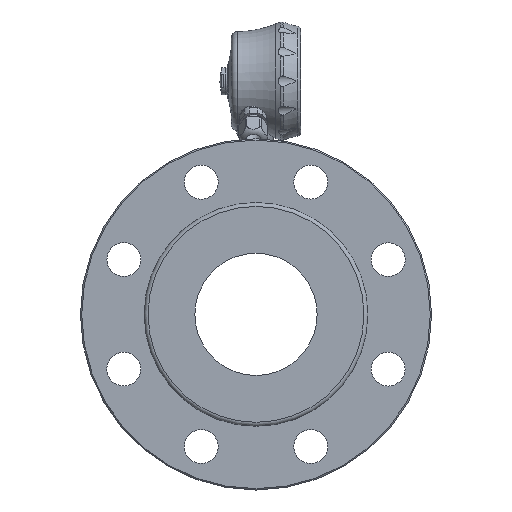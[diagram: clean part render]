
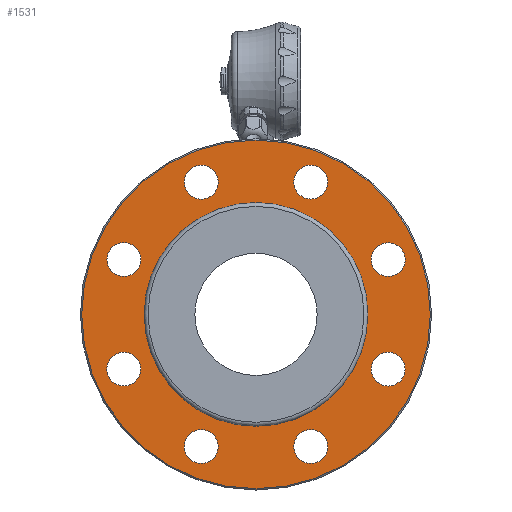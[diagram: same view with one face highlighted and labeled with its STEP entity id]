
A CAD part, front view. The second image highlights one B-rep face of the part: STEP entity #1531.
In plain terms, the highlighted planar face has unit normal (0, -1, 0).
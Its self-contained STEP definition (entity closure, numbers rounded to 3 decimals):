
#1531 = ADVANCED_FACE( '', ( #3205, #3206, #3207, #3208, #3209, #3210, #3211, #3212, #3213, #3214 ), #3215, .T. );
#3205 = FACE_OUTER_BOUND( '', #5603, .T. );
#3206 = FACE_BOUND( '', #5604, .T. );
#3207 = FACE_BOUND( '', #5605, .T. );
#3208 = FACE_BOUND( '', #5606, .T. );
#3209 = FACE_BOUND( '', #5607, .T. );
#3210 = FACE_BOUND( '', #5608, .T. );
#3211 = FACE_BOUND( '', #5609, .T. );
#3212 = FACE_BOUND( '', #5610, .T. );
#3213 = FACE_BOUND( '', #5611, .T. );
#3214 = FACE_BOUND( '', #5612, .T. );
#3215 = PLANE( '', #5613 );
#5603 = EDGE_LOOP( '', ( #10137 ) );
#5604 = EDGE_LOOP( '', ( #10138 ) );
#5605 = EDGE_LOOP( '', ( #10139 ) );
#5606 = EDGE_LOOP( '', ( #10140 ) );
#5607 = EDGE_LOOP( '', ( #10141 ) );
#5608 = EDGE_LOOP( '', ( #10142 ) );
#5609 = EDGE_LOOP( '', ( #10143 ) );
#5610 = EDGE_LOOP( '', ( #10144 ) );
#5611 = EDGE_LOOP( '', ( #10145 ) );
#5612 = EDGE_LOOP( '', ( #10146 ) );
#5613 = AXIS2_PLACEMENT_3D( '', #10147, #10148, #10149 );
#10137 = ORIENTED_EDGE( '', *, *, #11991, .T. );
#10138 = ORIENTED_EDGE( '', *, *, #11666, .F. );
#10139 = ORIENTED_EDGE( '', *, *, #11634, .F. );
#10140 = ORIENTED_EDGE( '', *, *, #11657, .F. );
#10141 = ORIENTED_EDGE( '', *, *, #11994, .F. );
#10142 = ORIENTED_EDGE( '', *, *, #11103, .F. );
#10143 = ORIENTED_EDGE( '', *, *, #12006, .F. );
#10144 = ORIENTED_EDGE( '', *, *, #11373, .F. );
#10145 = ORIENTED_EDGE( '', *, *, #10399, .F. );
#10146 = ORIENTED_EDGE( '', *, *, #12000, .F. );
#10147 = CARTESIAN_POINT( '', ( 0., -117., 86. ) );
#10148 = DIRECTION( '', ( 0., -1., 0. ) );
#10149 = DIRECTION( '', ( 0., 0., 1. ) );
#10399 = EDGE_CURVE( '', #12266, #12266, #12267, .T. );
#11103 = EDGE_CURVE( '', #13451, #13451, #13452, .T. );
#11373 = EDGE_CURVE( '', #13850, #13850, #13851, .T. );
#11634 = EDGE_CURVE( '', #14187, #14187, #14188, .T. );
#11657 = EDGE_CURVE( '', #14217, #14217, #14218, .T. );
#11666 = EDGE_CURVE( '', #14228, #14228, #14229, .T. );
#11991 = EDGE_CURVE( '', #14605, #14605, #14606, .T. );
#11994 = EDGE_CURVE( '', #14609, #14609, #14610, .T. );
#12000 = EDGE_CURVE( '', #14616, #14616, #14617, .T. );
#12006 = EDGE_CURVE( '', #14623, #14623, #14624, .T. );
#12266 = VERTEX_POINT( '', #15985 );
#12267 = CIRCLE( '', #15986, 13. );
#13451 = VERTEX_POINT( '', #18880 );
#13452 = CIRCLE( '', #18881, 13. );
#13850 = VERTEX_POINT( '', #19788 );
#13851 = CIRCLE( '', #19789, 13. );
#14187 = VERTEX_POINT( '', #20611 );
#14188 = CIRCLE( '', #20612, 13. );
#14217 = VERTEX_POINT( '', #20656 );
#14218 = CIRCLE( '', #20657, 13. );
#14228 = VERTEX_POINT( '', #20669 );
#14229 = CIRCLE( '', #20670, 13. );
#14605 = VERTEX_POINT( '', #21427 );
#14606 = CIRCLE( '', #21428, 134. );
#14609 = VERTEX_POINT( '', #21431 );
#14610 = CIRCLE( '', #21432, 13. );
#14616 = VERTEX_POINT( '', #21438 );
#14617 = CIRCLE( '', #21439, 86. );
#14623 = VERTEX_POINT( '', #21445 );
#14624 = CIRCLE( '', #21446, 13. );
#15985 = CARTESIAN_POINT( '', ( 29.095, -117., 101.627 ) );
#15986 = AXIS2_PLACEMENT_3D( '', #21620, #21621, #21622 );
#18880 = CARTESIAN_POINT( '', ( -92.434, -117., -51.288 ) );
#18881 = AXIS2_PLACEMENT_3D( '', #22417, #22418, #22419 );
#19788 = CARTESIAN_POINT( '', ( -51.288, -117., 92.434 ) );
#19789 = AXIS2_PLACEMENT_3D( '', #22732, #22733, #22734 );
#20611 = CARTESIAN_POINT( '', ( 101.627, -117., -29.095 ) );
#20612 = AXIS2_PLACEMENT_3D( '', #22963, #22964, #22965 );
#20656 = CARTESIAN_POINT( '', ( 51.288, -117., -92.434 ) );
#20657 = AXIS2_PLACEMENT_3D( '', #22982, #22983, #22984 );
#20669 = CARTESIAN_POINT( '', ( 92.434, -117., 51.288 ) );
#20670 = AXIS2_PLACEMENT_3D( '', #22993, #22994, #22995 );
#21427 = CARTESIAN_POINT( '', ( 0., -117., 134. ) );
#21428 = AXIS2_PLACEMENT_3D( '', #23265, #23266, #23267 );
#21431 = CARTESIAN_POINT( '', ( -29.095, -117., -101.627 ) );
#21432 = AXIS2_PLACEMENT_3D( '', #23268, #23269, #23270 );
#21438 = CARTESIAN_POINT( '', ( 0., -117., 86. ) );
#21439 = AXIS2_PLACEMENT_3D( '', #23271, #23272, #23273 );
#21445 = CARTESIAN_POINT( '', ( -101.627, -117., 29.095 ) );
#21446 = AXIS2_PLACEMENT_3D( '', #23274, #23275, #23276 );
#21620 = CARTESIAN_POINT( '', ( 42.095, -117., 101.627 ) );
#21621 = DIRECTION( '', ( 0., -1., 0. ) );
#21622 = DIRECTION( '', ( -1., 0., 0. ) );
#22417 = CARTESIAN_POINT( '', ( -101.627, -117., -42.095 ) );
#22418 = DIRECTION( '', ( 0., -1., 0. ) );
#22419 = DIRECTION( '', ( 0.707, 0., -0.707 ) );
#22732 = CARTESIAN_POINT( '', ( -42.095, -117., 101.627 ) );
#22733 = DIRECTION( '', ( 0., -1., 0. ) );
#22734 = DIRECTION( '', ( -0.707, 0., -0.707 ) );
#22963 = CARTESIAN_POINT( '', ( 101.627, -117., -42.095 ) );
#22964 = DIRECTION( '', ( 0., -1., 0. ) );
#22965 = DIRECTION( '', ( 0., 0., 1. ) );
#22982 = CARTESIAN_POINT( '', ( 42.095, -117., -101.627 ) );
#22983 = DIRECTION( '', ( 0., -1., 0. ) );
#22984 = DIRECTION( '', ( 0.707, 0., 0.707 ) );
#22993 = CARTESIAN_POINT( '', ( 101.627, -117., 42.095 ) );
#22994 = DIRECTION( '', ( 0., -1., 0. ) );
#22995 = DIRECTION( '', ( -0.707, 0., 0.707 ) );
#23265 = CARTESIAN_POINT( '', ( 0., -117., 0. ) );
#23266 = DIRECTION( '', ( 0., -1., 0. ) );
#23267 = DIRECTION( '', ( 0., 0., 1. ) );
#23268 = CARTESIAN_POINT( '', ( -42.095, -117., -101.627 ) );
#23269 = DIRECTION( '', ( 0., -1., 0. ) );
#23270 = DIRECTION( '', ( 1., 0., 0. ) );
#23271 = CARTESIAN_POINT( '', ( 0., -117., 0. ) );
#23272 = DIRECTION( '', ( 0., -1., 0. ) );
#23273 = DIRECTION( '', ( 0., 0., 1. ) );
#23274 = CARTESIAN_POINT( '', ( -101.627, -117., 42.095 ) );
#23275 = DIRECTION( '', ( 0., -1., 0. ) );
#23276 = DIRECTION( '', ( 0., 0., -1. ) );
